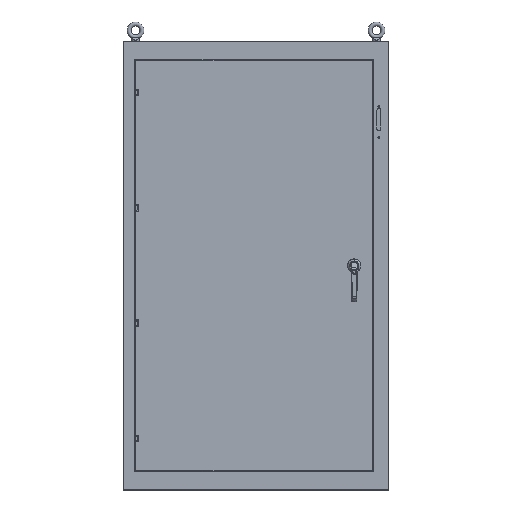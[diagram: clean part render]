
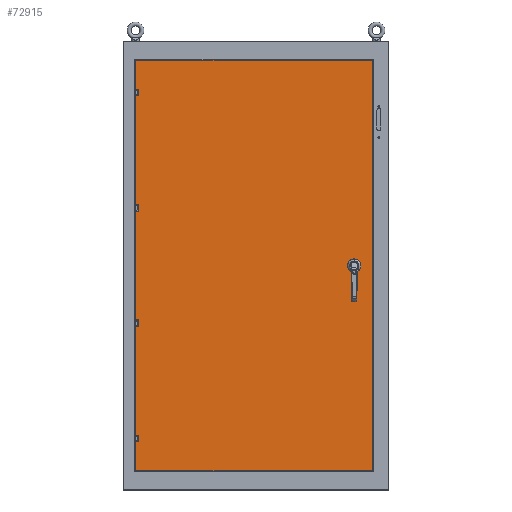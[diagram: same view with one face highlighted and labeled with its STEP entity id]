
A CAD part, top view. The second image highlights one B-rep face of the part: STEP entity #72915.
In plain terms, the highlighted planar face has unit normal (0, 0, 1).
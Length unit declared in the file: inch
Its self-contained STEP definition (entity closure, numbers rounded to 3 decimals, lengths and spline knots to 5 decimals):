
#2362 = CARTESIAN_POINT ( 'NONE',  ( -0.2812, -31.1122, 10.058 ) ) ;
#3544 = ORIENTED_EDGE ( 'NONE', *, *, #41118, .T. ) ;
#4343 = ORIENTED_EDGE ( 'NONE', *, *, #95036, .T. ) ;
#12789 = CARTESIAN_POINT ( 'NONE',  ( -18.23711, 0., 10.058 ) ) ;
#13161 = DIRECTION ( 'NONE',  ( 0., 0., -1. ) ) ;
#19746 = ORIENTED_EDGE ( 'NONE', *, *, #138795, .T. ) ;
#20332 = VECTOR ( 'NONE', #35506, 39.37008 ) ;
#23203 = VECTOR ( 'NONE', #125183, 39.37008 ) ;
#24221 = EDGE_LOOP ( 'NONE', ( #43834 ) ) ;
#25503 = VERTEX_POINT ( 'NONE', #59711 ) ;
#27977 = CARTESIAN_POINT ( 'NONE',  ( 14.68553, 0., 10.058 ) ) ;
#28935 = VERTEX_POINT ( 'NONE', #89312 ) ;
#35118 = DIRECTION ( 'NONE',  ( -1., 0., 0. ) ) ;
#35506 = DIRECTION ( 'NONE',  ( 0., -1., 0. ) ) ;
#41118 = EDGE_CURVE ( 'NONE', #25503, #28935, #51466, .T. ) ;
#41842 = LINE ( 'NONE', #42623, #23203 ) ;
#42623 = CARTESIAN_POINT ( 'NONE',  ( 17.6747, 0., 10.058 ) ) ;
#43834 = ORIENTED_EDGE ( 'NONE', *, *, #111176, .T. ) ;
#45909 = EDGE_LOOP ( 'NONE', ( #51784, #3544, #19746, #4343 ) ) ;
#48399 = DIRECTION ( 'NONE',  ( 1., 0., 0. ) ) ;
#48777 = FACE_OUTER_BOUND ( 'NONE', #45909, .T. ) ;
#49529 = CARTESIAN_POINT ( 'NONE',  ( -18.23711, 31.1122, 10.058 ) ) ;
#51466 = LINE ( 'NONE', #2362, #129480 ) ;
#51784 = ORIENTED_EDGE ( 'NONE', *, *, #118604, .T. ) ;
#56796 = LINE ( 'NONE', #140185, #132680 ) ;
#58879 = LINE ( 'NONE', #12789, #20332 ) ;
#59711 = CARTESIAN_POINT ( 'NONE',  ( -18.23711, -31.1122, 10.058 ) ) ;
#70040 = DIRECTION ( 'NONE',  ( -1., 0., 0. ) ) ;
#72915 = ADVANCED_FACE ( 'NONE', ( #105711, #48777 ), #96288, .F. ) ;
#88332 = VERTEX_POINT ( 'NONE', #49529 ) ;
#89312 = CARTESIAN_POINT ( 'NONE',  ( 17.6747, -31.1122, 10.058 ) ) ;
#95036 = EDGE_CURVE ( 'NONE', #139007, #88332, #56796, .T. ) ;
#95541 = DIRECTION ( 'NONE',  ( -1., 0., 0. ) ) ;
#96288 = PLANE ( 'NONE',  #119819 ) ;
#105711 = FACE_BOUND ( 'NONE', #24221, .T. ) ;
#106422 = CARTESIAN_POINT ( 'NONE',  ( 17.6747, 31.1122, 10.058 ) ) ;
#111176 = EDGE_CURVE ( 'NONE', #122255, #122255, #143675, .T. ) ;
#118423 = CARTESIAN_POINT ( 'NONE',  ( 14.90699, 0., 10.058 ) ) ;
#118604 = EDGE_CURVE ( 'NONE', #88332, #25503, #58879, .T. ) ;
#119819 = AXIS2_PLACEMENT_3D ( 'NONE', #143847, #141591, #95541 ) ;
#122255 = VERTEX_POINT ( 'NONE', #27977 ) ;
#123729 = AXIS2_PLACEMENT_3D ( 'NONE', #118423, #13161, #35118 ) ;
#125183 = DIRECTION ( 'NONE',  ( 0., 1., 0. ) ) ;
#129480 = VECTOR ( 'NONE', #48399, 39.37008 ) ;
#132680 = VECTOR ( 'NONE', #70040, 39.37008 ) ;
#138795 = EDGE_CURVE ( 'NONE', #28935, #139007, #41842, .T. ) ;
#139007 = VERTEX_POINT ( 'NONE', #106422 ) ;
#140185 = CARTESIAN_POINT ( 'NONE',  ( -0.2812, 31.1122, 10.058 ) ) ;
#141591 = DIRECTION ( 'NONE',  ( 0., 0., -1. ) ) ;
#143675 = CIRCLE ( 'NONE', #123729, 0.22146 ) ;
#143847 = CARTESIAN_POINT ( 'NONE',  ( -0.2812, 0., 10.058 ) ) ;
